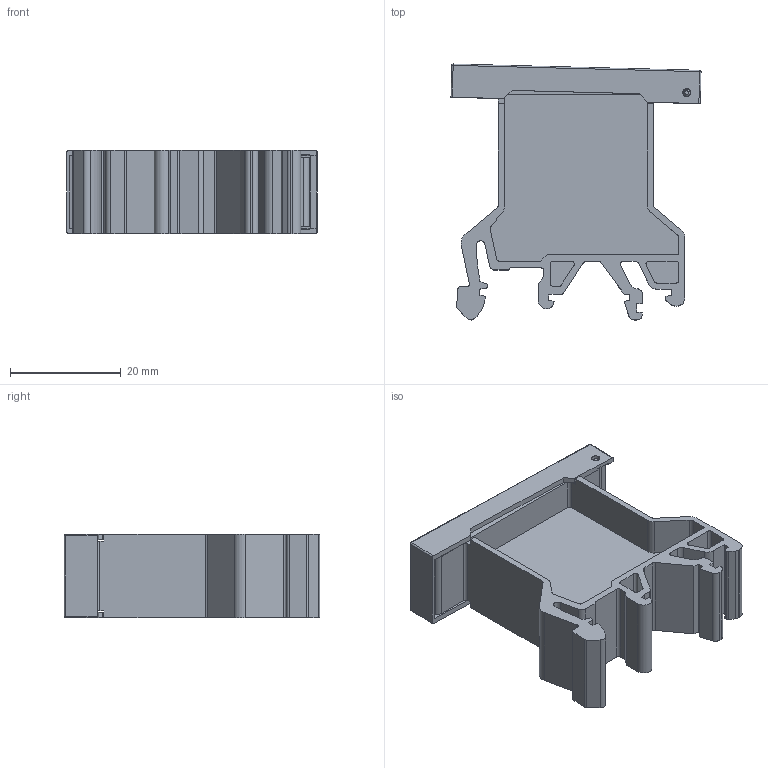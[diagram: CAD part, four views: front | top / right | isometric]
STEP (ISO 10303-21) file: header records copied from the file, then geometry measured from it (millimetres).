
FILE_DESCRIPTION((''),'2;1');
FILE_NAME('5YB576452_ASM','2023-10-24T',('Administrator'),(''),'PRO/ENGINEER BY PARAMETRIC TECHNOLOGY CORPORATION, 2013230','PRO/ENGINEER BY PARAMETRIC TECHNOLOGY CORPORATION, 2013230','');
FILE_SCHEMA(('AUTOMOTIVE_DESIGN { 1 0 10303 214 1 1 1 1 }'));
Length unit declared in the file: millimetre
Products named in the file (3): 5YB869005; 8YB315256; 5YB576452_ASM
Assembly tree (2 placements, depth 2):
  5YB576452_ASM
    5YB869005
    8YB315256
Bounding box: 45.13 x 46.18 x 15 mm (x, y, z)
Volume: 6678.8 mm3; surface area: 10585.3 mm2
Topology: 2 solids, 2 shells, 242 faces, 674 edges, 440 vertices
Faces by surface type: plane 151, cylinder 83, cone 4, sphere 4
Entity records: 7974 total; most frequent: CARTESIAN_POINT 1414, ORIENTED_EDGE 1348, DIRECTION 1322, EDGE_CURVE 674, VECTOR 500, LINE 500, VERTEX_POINT 440, AXIS2_PLACEMENT_3D 411
